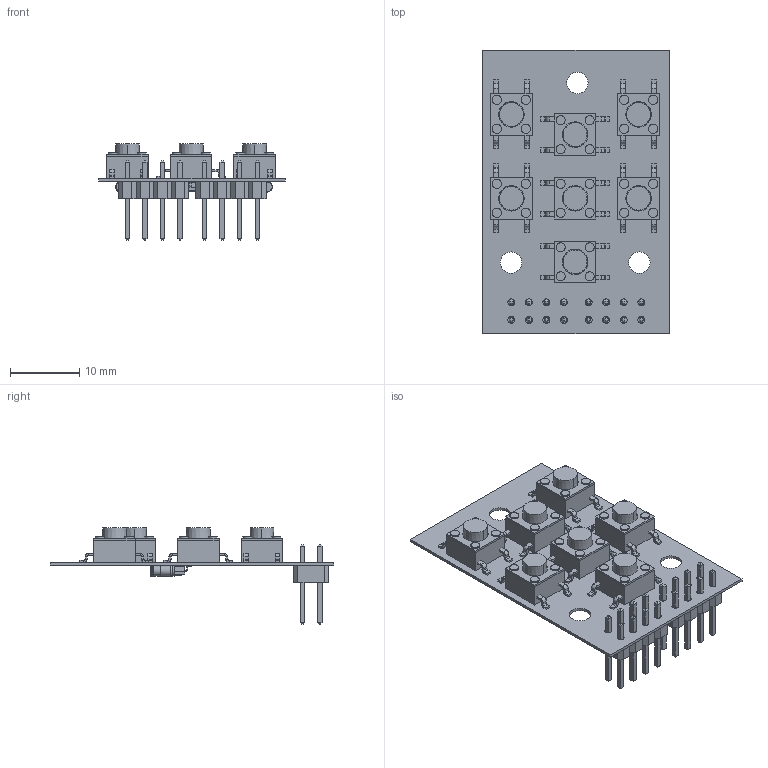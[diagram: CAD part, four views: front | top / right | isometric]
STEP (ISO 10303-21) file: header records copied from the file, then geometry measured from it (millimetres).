
FILE_DESCRIPTION(('Open CASCADE Model'),'2;1');
FILE_NAME('Open CASCADE Shape Model','2018-05-20T14:53:09',('Author'),( 'Open CASCADE'),'Open CASCADE STEP processor 6.8','Open CASCADE 6.8' ,'Unknown');
FILE_SCHEMA(('AUTOMOTIVE_DESIGN { 1 0 10303 214 1 1 1 1 }'));
Length unit declared in the file: millimetre
Products named in the file (22): PCB; Board; B_UP1; tact_sw_6x6x5; B_BACK1; B_DOWN1; B_ENTER1; B_LEFT1; B_MENY1; B_RIGHT1; DD1; SW3DPS-SO-16-DEFAULT; XP2; PLD-8; XP1; D2; MELF; D3; D4; D5; D6; D7
Assembly tree (33 placements, depth 3):
  PCB
    Board
    B_UP1
      tact_sw_6x6x5
    B_BACK1
      tact_sw_6x6x5
    B_DOWN1
      tact_sw_6x6x5
    B_ENTER1
      tact_sw_6x6x5
    B_LEFT1
      tact_sw_6x6x5
    B_MENY1
      tact_sw_6x6x5
    B_RIGHT1
      tact_sw_6x6x5
    DD1
      SW3DPS-SO-16-DEFAULT
    XP2
      PLD-8
    XP1
      PLD-8
    D2
      MELF
    D3
      MELF
    D4
      MELF
    D5
      MELF
    D6
      MELF
    D7
      MELF
Bounding box: 27 x 41 x 13.91 mm (x, y, z)
Volume: 1850.9 mm3; surface area: 5203.8 mm2
Topology: 31 solids, 31 shells, 1549 faces, 3533 edges, 2126 vertices
Faces by surface type: plane 1086, cylinder 377, torus 72, cone 14
Full cylindrical faces by diameter (mm): 1 x16, 3.1 x3
Entity records: 19744 total; most frequent: CARTESIAN_POINT 2890, DIRECTION 2858, ORIENTED_EDGE 2784, EDGE_CURVE 1392, LINE 1106, VECTOR 1106, AXIS2_PLACEMENT_3D 876, VERTEX_POINT 868
